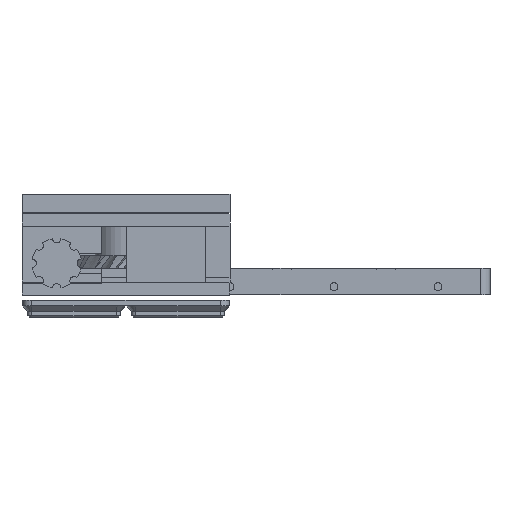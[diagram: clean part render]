
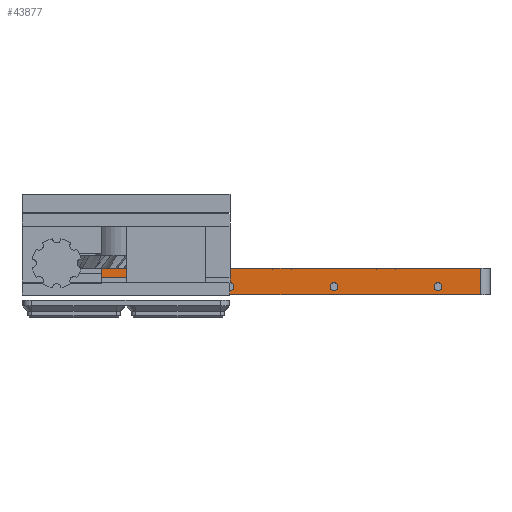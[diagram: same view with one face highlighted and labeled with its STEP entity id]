
A CAD part, front view. The second image highlights one B-rep face of the part: STEP entity #43877.
In plain terms, the highlighted planar face has unit normal (0, -1, 0).
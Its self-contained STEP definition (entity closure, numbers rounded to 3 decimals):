
#38365 = VERTEX_POINT('',#38366);
#38366 = CARTESIAN_POINT('',(-17.,-21.,-10.65));
#38373 = EDGE_CURVE('',#38374,#38365,#38376,.T.);
#38374 = VERTEX_POINT('',#38375);
#38375 = CARTESIAN_POINT('',(143.,-21.,-10.65));
#38376 = LINE('',#38377,#38378);
#38377 = CARTESIAN_POINT('',(143.,-21.,-10.65));
#38378 = VECTOR('',#38379,1.);
#38379 = DIRECTION('',(-1.,0.,0.));
#42417 = VERTEX_POINT('',#42418);
#42418 = CARTESIAN_POINT('',(-17.,-21.,0.));
#42425 = EDGE_CURVE('',#42426,#42417,#42428,.T.);
#42426 = VERTEX_POINT('',#42427);
#42427 = CARTESIAN_POINT('',(143.,-21.,0.));
#42428 = LINE('',#42429,#42430);
#42429 = CARTESIAN_POINT('',(143.,-21.,0.));
#42430 = VECTOR('',#42431,1.);
#42431 = DIRECTION('',(-1.,0.,0.));
#43703 = EDGE_CURVE('',#38365,#42417,#43704,.T.);
#43704 = LINE('',#43705,#43706);
#43705 = CARTESIAN_POINT('',(-17.,-21.,-10.65));
#43706 = VECTOR('',#43707,1.);
#43707 = DIRECTION('',(0.,0.,1.));
#43877 = ADVANCED_FACE('',(#43878,#43889,#43900,#43911,#43922),#43933,
  .T.);
#43878 = FACE_BOUND('',#43879,.T.);
#43879 = EDGE_LOOP('',(#43880,#43886,#43887,#43888));
#43880 = ORIENTED_EDGE('',*,*,#43881,.T.);
#43881 = EDGE_CURVE('',#38374,#42426,#43882,.T.);
#43882 = LINE('',#43883,#43884);
#43883 = CARTESIAN_POINT('',(143.,-21.,-10.65));
#43884 = VECTOR('',#43885,1.);
#43885 = DIRECTION('',(0.,0.,1.));
#43886 = ORIENTED_EDGE('',*,*,#42425,.T.);
#43887 = ORIENTED_EDGE('',*,*,#43703,.F.);
#43888 = ORIENTED_EDGE('',*,*,#38373,.F.);
#43889 = FACE_BOUND('',#43890,.T.);
#43890 = EDGE_LOOP('',(#43891));
#43891 = ORIENTED_EDGE('',*,*,#43892,.T.);
#43892 = EDGE_CURVE('',#43893,#43893,#43895,.T.);
#43893 = VERTEX_POINT('',#43894);
#43894 = CARTESIAN_POINT('',(126.,-21.,-5.85));
#43895 = CIRCLE('',#43896,1.6);
#43896 = AXIS2_PLACEMENT_3D('',#43897,#43898,#43899);
#43897 = CARTESIAN_POINT('',(126.,-21.,-7.45));
#43898 = DIRECTION('',(0.,1.,0.));
#43899 = DIRECTION('',(0.,0.,1.));
#43900 = FACE_BOUND('',#43901,.T.);
#43901 = EDGE_LOOP('',(#43902));
#43902 = ORIENTED_EDGE('',*,*,#43903,.T.);
#43903 = EDGE_CURVE('',#43904,#43904,#43906,.T.);
#43904 = VERTEX_POINT('',#43905);
#43905 = CARTESIAN_POINT('',(84.,-21.,-5.85));
#43906 = CIRCLE('',#43907,1.6);
#43907 = AXIS2_PLACEMENT_3D('',#43908,#43909,#43910);
#43908 = CARTESIAN_POINT('',(84.,-21.,-7.45));
#43909 = DIRECTION('',(0.,1.,0.));
#43910 = DIRECTION('',(0.,0.,1.));
#43911 = FACE_BOUND('',#43912,.T.);
#43912 = EDGE_LOOP('',(#43913));
#43913 = ORIENTED_EDGE('',*,*,#43914,.T.);
#43914 = EDGE_CURVE('',#43915,#43915,#43917,.T.);
#43915 = VERTEX_POINT('',#43916);
#43916 = CARTESIAN_POINT('',(42.,-21.,-5.85));
#43917 = CIRCLE('',#43918,1.6);
#43918 = AXIS2_PLACEMENT_3D('',#43919,#43920,#43921);
#43919 = CARTESIAN_POINT('',(42.,-21.,-7.45));
#43920 = DIRECTION('',(0.,1.,0.));
#43921 = DIRECTION('',(0.,0.,1.));
#43922 = FACE_BOUND('',#43923,.T.);
#43923 = EDGE_LOOP('',(#43924));
#43924 = ORIENTED_EDGE('',*,*,#43925,.T.);
#43925 = EDGE_CURVE('',#43926,#43926,#43928,.T.);
#43926 = VERTEX_POINT('',#43927);
#43927 = CARTESIAN_POINT('',(-0.,-21.,-5.85));
#43928 = CIRCLE('',#43929,1.6);
#43929 = AXIS2_PLACEMENT_3D('',#43930,#43931,#43932);
#43930 = CARTESIAN_POINT('',(0.,-21.,-7.45));
#43931 = DIRECTION('',(0.,1.,0.));
#43932 = DIRECTION('',(0.,0.,1.));
#43933 = PLANE('',#43934);
#43934 = AXIS2_PLACEMENT_3D('',#43935,#43936,#43937);
#43935 = CARTESIAN_POINT('',(143.,-21.,-10.65));
#43936 = DIRECTION('',(0.,-1.,0.));
#43937 = DIRECTION('',(-1.,0.,0.));
